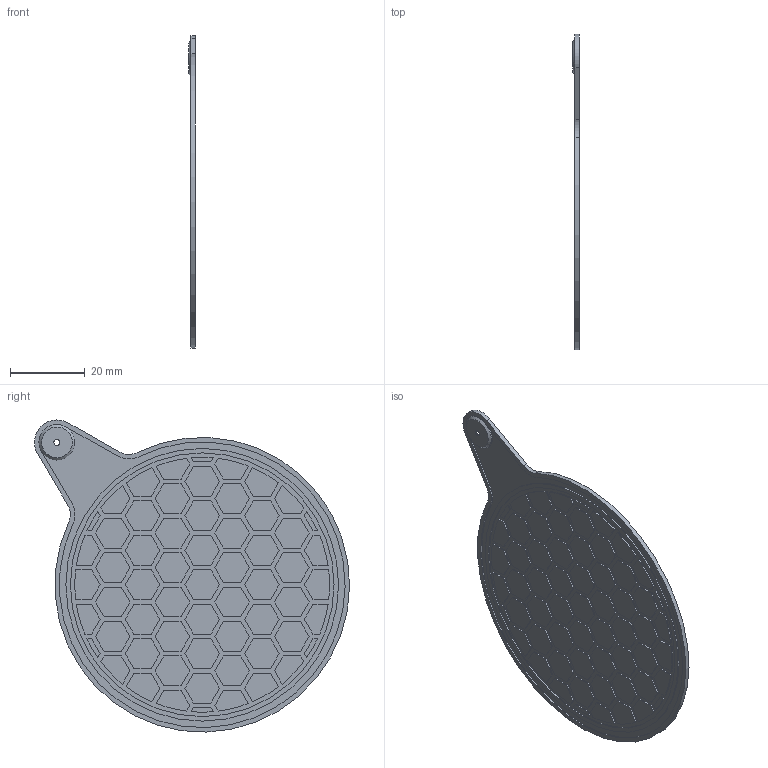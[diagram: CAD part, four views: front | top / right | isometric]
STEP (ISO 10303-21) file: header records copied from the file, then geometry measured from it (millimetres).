
FILE_DESCRIPTION(/* description */ (''),/* implementation_level */ '2;1');
FILE_NAME(/* name */ 'airflow_damper.step',/* time_stamp */ '2025-06-19T09:56:08-04:00',/* author */ (''),/* organization */ (''),/* preprocessor_version */ 'ST-DEVELOPER v20.1',/* originating_system */ 'Autodesk Translation Framework v14.10.0.0',/* authorisation */ '');
FILE_SCHEMA (('AUTOMOTIVE_DESIGN { 1 0 10303 214 3 1 1 }'));
Length unit declared in the file: millimetre
Products named in the file (1): Airflow Damper
Bounding box: 1.8 x 84.14 x 83.32 mm (x, y, z)
Volume: 5522.5 mm3; surface area: 11628.1 mm2
Topology: 1 solids, 1 shells, 422 faces, 1061 edges, 707 vertices
Faces by surface type: plane 384, cylinder 37, cone 1
Full cylindrical faces by diameter (mm): 1.6 x1, 5 x1, 9.4 x1, 70.4 x1, 72.8 x1
Entity records: 12485 total; most frequent: CARTESIAN_POINT 2191, ORIENTED_EDGE 2122, DIRECTION 1982, EDGE_CURVE 1061, LINE 986, VECTOR 986, VERTEX_POINT 707, AXIS2_PLACEMENT_3D 498
